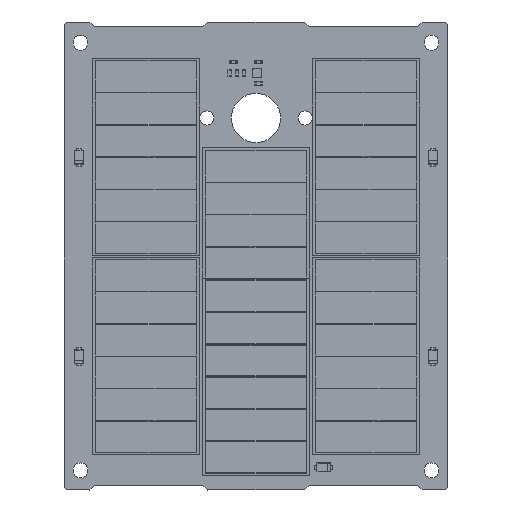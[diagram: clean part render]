
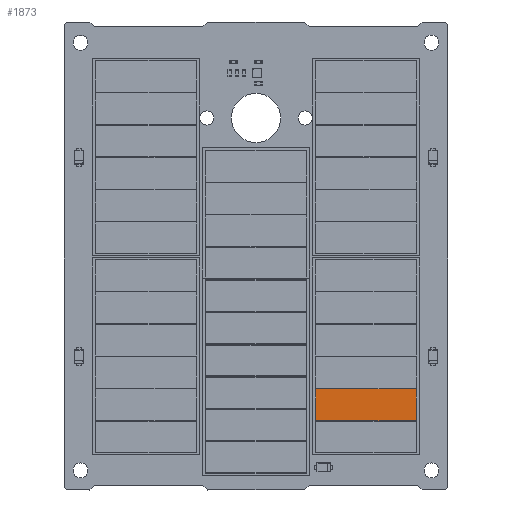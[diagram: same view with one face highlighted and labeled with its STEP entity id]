
A CAD part, top view. The second image highlights one B-rep face of the part: STEP entity #1873.
In plain terms, the highlighted face is planar.
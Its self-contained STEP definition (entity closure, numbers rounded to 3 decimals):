
#1873 = ADVANCED_FACE('',(#1874),#1908,.T.);
#1874 = FACE_BOUND('',#1875,.T.);
#1875 = EDGE_LOOP('',(#1876,#1886,#1894,#1902));
#1876 = ORIENTED_EDGE('',*,*,#1877,.F.);
#1877 = EDGE_CURVE('',#1878,#1880,#1882,.T.);
#1878 = VERTEX_POINT('',#1879);
#1879 = CARTESIAN_POINT('',(13.75,1.1,-10.75));
#1880 = VERTEX_POINT('',#1881);
#1881 = CARTESIAN_POINT('',(13.75,1.1,10.768));
#1882 = LINE('',#1883,#1884);
#1883 = CARTESIAN_POINT('',(13.75,1.1,-5.371));
#1884 = VECTOR('',#1885,1.);
#1885 = DIRECTION('',(0.,0.,1.));
#1886 = ORIENTED_EDGE('',*,*,#1887,.F.);
#1887 = EDGE_CURVE('',#1888,#1878,#1890,.T.);
#1888 = VERTEX_POINT('',#1889);
#1889 = CARTESIAN_POINT('',(6.95,1.1,-10.75));
#1890 = LINE('',#1891,#1892);
#1891 = CARTESIAN_POINT('',(8.65,1.1,-10.75));
#1892 = VECTOR('',#1893,1.);
#1893 = DIRECTION('',(1.,0.,0.));
#1894 = ORIENTED_EDGE('',*,*,#1895,.F.);
#1895 = EDGE_CURVE('',#1896,#1888,#1898,.T.);
#1896 = VERTEX_POINT('',#1897);
#1897 = CARTESIAN_POINT('',(6.95,1.1,10.768));
#1898 = LINE('',#1899,#1900);
#1899 = CARTESIAN_POINT('',(6.95,1.1,5.388));
#1900 = VECTOR('',#1901,1.);
#1901 = DIRECTION('',(0.,0.,-1.));
#1902 = ORIENTED_EDGE('',*,*,#1903,.F.);
#1903 = EDGE_CURVE('',#1880,#1896,#1904,.T.);
#1904 = LINE('',#1905,#1906);
#1905 = CARTESIAN_POINT('',(12.05,1.1,10.768));
#1906 = VECTOR('',#1907,1.);
#1907 = DIRECTION('',(-1.,0.,0.));
#1908 = PLANE('',#1909);
#1909 = AXIS2_PLACEMENT_3D('',#1910,#1911,#1912);
#1910 = CARTESIAN_POINT('',(10.35,1.1,0.009));
#1911 = DIRECTION('',(0.,1.,0.));
#1912 = DIRECTION('',(0.,-0.,1.));
